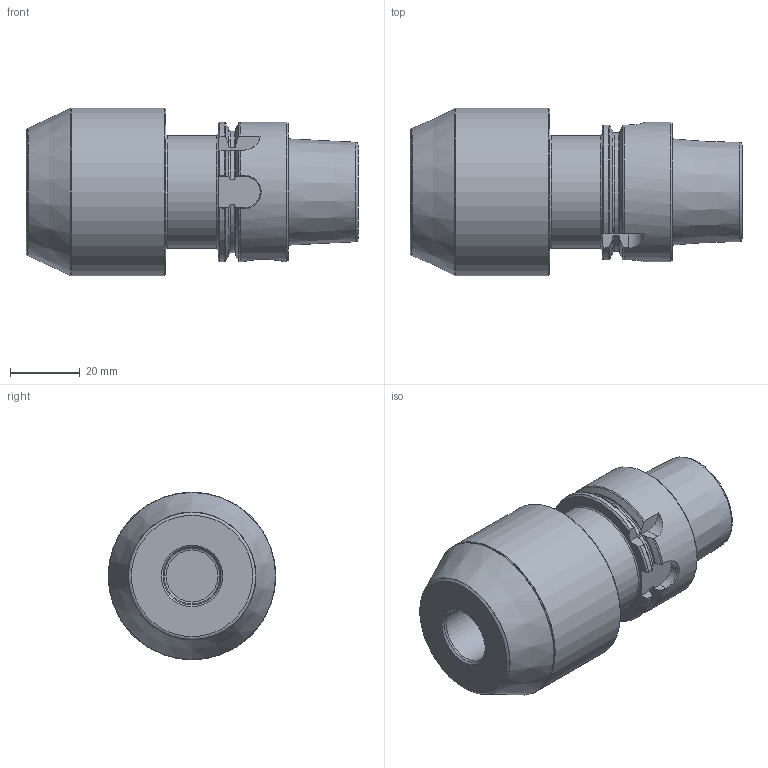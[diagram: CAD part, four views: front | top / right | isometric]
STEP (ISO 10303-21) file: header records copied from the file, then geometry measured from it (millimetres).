
FILE_DESCRIPTION(/* description */ (''),/* implementation_level */ '2;1');
FILE_NAME(/* name */ 'AHSKA40-EM-16-075.stp',/* time_stamp */ '2024-11-21T17:33:18+03:00',/* author */ (''),/* organization */ (''),/* preprocessor_version */ 'ST-DEVELOPER v19.4',/* originating_system */ 'SIEMENS PLM Software NX2306.3001',/* authorisation */ '');
FILE_SCHEMA (('AUTOMOTIVE_DESIGN { 1 0 10303 214 3 1 1 1 }'));
Length unit declared in the file: millimetre
Products named in the file (1): AHSKA40-EM-16-075-light_objects
Bounding box: 95 x 48 x 48 mm (x, y, z)
Volume: 106093.3 mm3; surface area: 18233.7 mm2
Topology: 1 solids, 1 shells, 95 faces, 244 edges, 155 vertices
Faces by surface type: plane 34, cone 23, torus 19, cylinder 16, bspline 3
Full cylindrical faces by diameter (mm): 10 x1, 16 x1, 16.5 x1, 32.3 x1, 40 x1, 48 x1
Entity records: 3251 total; most frequent: CARTESIAN_POINT 1139, ORIENTED_EDGE 422, DIRECTION 399, EDGE_CURVE 211, AXIS2_PLACEMENT_3D 166, VERTEX_POINT 150, EDGE_LOOP 126, ADVANCED_FACE 95
